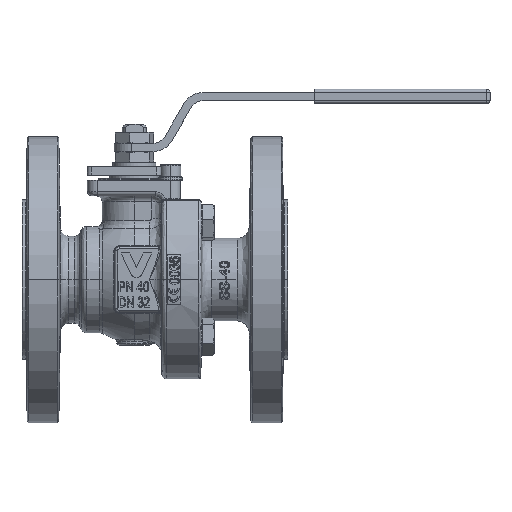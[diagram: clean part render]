
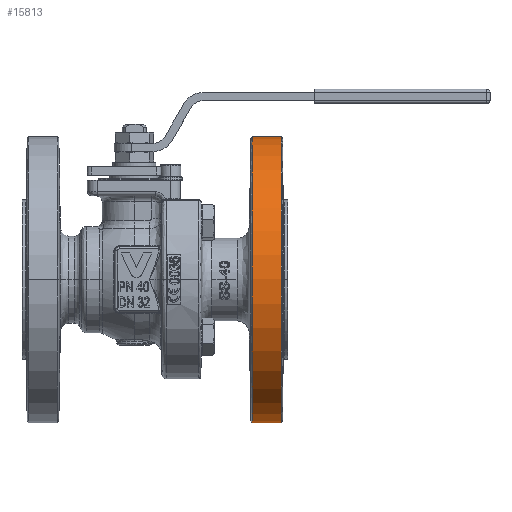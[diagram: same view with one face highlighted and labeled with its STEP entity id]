
A CAD part, top view. The second image highlights one B-rep face of the part: STEP entity #15813.
In plain terms, the highlighted cylindrical face has radius 70 mm (diameter 140 mm), a partial arc.
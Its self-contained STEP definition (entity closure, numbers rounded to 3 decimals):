
#5500 = DIRECTION ( 'NONE',  ( 0., -1., 0. ) ) ;
#5509 = DIRECTION ( 'NONE',  ( -1., 0., 0. ) ) ;
#5511 = CARTESIAN_POINT ( 'NONE',  ( 71.84, 0., 0. ) ) ;
#5868 = CARTESIAN_POINT ( 'NONE',  ( 57.643, 70., 0. ) ) ;
#5874 = CARTESIAN_POINT ( 'NONE',  ( 71.84, -70., 0. ) ) ;
#5914 = CARTESIAN_POINT ( 'NONE',  ( 57.643, -70., 0. ) ) ;
#6048 = CARTESIAN_POINT ( 'NONE',  ( 71.84, 70., 0. ) ) ;
#7072 = VERTEX_POINT ( 'NONE', #5868 ) ;
#7081 = VERTEX_POINT ( 'NONE', #5874 ) ;
#7089 = VERTEX_POINT ( 'NONE', #5914 ) ;
#7311 = VERTEX_POINT ( 'NONE', #6048 ) ;
#15813 = ADVANCED_FACE ( 'NONE', ( #58530 ), #59477, .T. ) ;
#20107 = AXIS2_PLACEMENT_3D ( 'NONE', #35045, #35056, #35058 ) ;
#20402 = AXIS2_PLACEMENT_3D ( 'NONE', #52620, #52633, #52634 ) ;
#24614 = CIRCLE ( 'NONE', #20107, 70. ) ;
#24627 = VECTOR ( 'NONE', #35291, 1000. ) ;
#24634 = LINE ( 'NONE', #35288, #24627 ) ;
#24648 = VECTOR ( 'NONE', #35243, 1000. ) ;
#24650 = LINE ( 'NONE', #35220, #24648 ) ;
#35045 = CARTESIAN_POINT ( 'NONE',  ( 71.84, 0., 0. ) ) ;
#35056 = DIRECTION ( 'NONE',  ( 1., 0., 0. ) ) ;
#35058 = DIRECTION ( 'NONE',  ( 0., 0., 1. ) ) ;
#35220 = CARTESIAN_POINT ( 'NONE',  ( 71.84, -70., 0. ) ) ;
#35243 = DIRECTION ( 'NONE',  ( -1., 0., 0. ) ) ;
#35288 = CARTESIAN_POINT ( 'NONE',  ( 71.84, 70., 0. ) ) ;
#35291 = DIRECTION ( 'NONE',  ( -1., 0., 0. ) ) ;
#39323 = EDGE_LOOP ( 'NONE', ( #52060, #51941, #51808, #52275 ) ) ;
#45957 = CIRCLE ( 'NONE', #20402, 70. ) ;
#51808 = ORIENTED_EDGE ( 'NONE', *, *, #65130, .F. ) ;
#51941 = ORIENTED_EDGE ( 'NONE', *, *, #64144, .T. ) ;
#52060 = ORIENTED_EDGE ( 'NONE', *, *, #64107, .F. ) ;
#52275 = ORIENTED_EDGE ( 'NONE', *, *, #64140, .F. ) ;
#52620 = CARTESIAN_POINT ( 'NONE',  ( 57.643, 0., 0. ) ) ;
#52633 = DIRECTION ( 'NONE',  ( -1., 0., 0. ) ) ;
#52634 = DIRECTION ( 'NONE',  ( 0., 0., 1. ) ) ;
#58530 = FACE_OUTER_BOUND ( 'NONE', #39323, .T. ) ;
#59477 = CYLINDRICAL_SURFACE ( 'NONE', #65449, 70. ) ;
#64107 = EDGE_CURVE ( 'NONE', #7311, #7081, #24614, .T. ) ;
#64140 = EDGE_CURVE ( 'NONE', #7081, #7089, #24650, .T. ) ;
#64144 = EDGE_CURVE ( 'NONE', #7311, #7072, #24634, .T. ) ;
#65130 = EDGE_CURVE ( 'NONE', #7089, #7072, #45957, .T. ) ;
#65449 = AXIS2_PLACEMENT_3D ( 'NONE', #5511, #5509, #5500 ) ;
